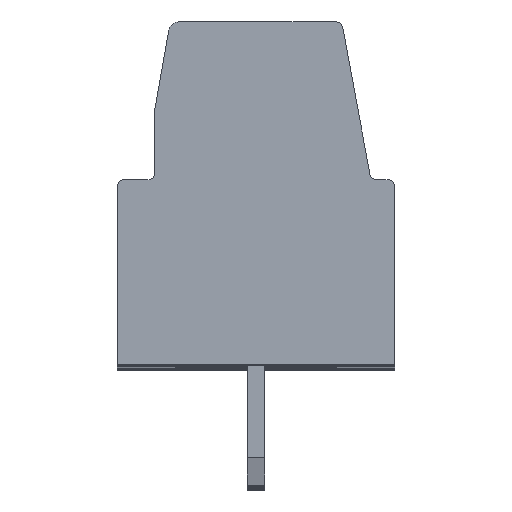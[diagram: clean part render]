
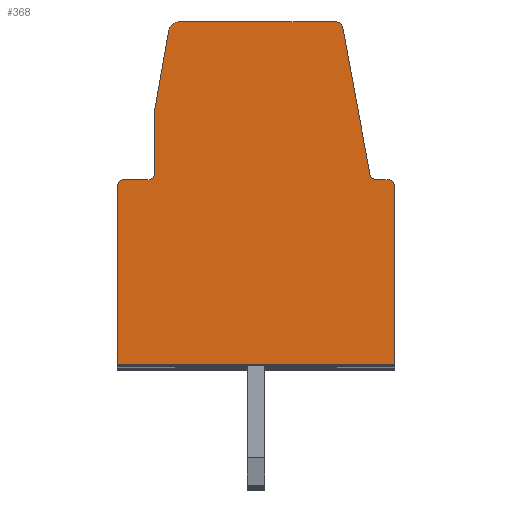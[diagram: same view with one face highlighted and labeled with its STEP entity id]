
A CAD part, top view. The second image highlights one B-rep face of the part: STEP entity #368.
In plain terms, the highlighted planar face has unit normal (0, 0, 1).
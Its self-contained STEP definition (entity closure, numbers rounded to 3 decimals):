
#368 = ADVANCED_FACE( '', ( #807 ), #808, .F. );
#807 = FACE_OUTER_BOUND( '', #1357, .T. );
#808 = PLANE( '', #1358 );
#1357 = EDGE_LOOP( '', ( #2025, #2026, #2027, #2028, #2029, #2030, #2031, #2032, #2033, #2034, #2035, #2036, #2037, #2038, #2039 ) );
#1358 = AXIS2_PLACEMENT_3D( '', #2040, #2041, #2042 );
#2025 = ORIENTED_EDGE( '', *, *, #3638, .T. );
#2026 = ORIENTED_EDGE( '', *, *, #3639, .T. );
#2027 = ORIENTED_EDGE( '', *, *, #3640, .F. );
#2028 = ORIENTED_EDGE( '', *, *, #3641, .T. );
#2029 = ORIENTED_EDGE( '', *, *, #3642, .T. );
#2030 = ORIENTED_EDGE( '', *, *, #3511, .T. );
#2031 = ORIENTED_EDGE( '', *, *, #3643, .T. );
#2032 = ORIENTED_EDGE( '', *, *, #3644, .T. );
#2033 = ORIENTED_EDGE( '', *, *, #3645, .F. );
#2034 = ORIENTED_EDGE( '', *, *, #3646, .T. );
#2035 = ORIENTED_EDGE( '', *, *, #3647, .F. );
#2036 = ORIENTED_EDGE( '', *, *, #3648, .T. );
#2037 = ORIENTED_EDGE( '', *, *, #3649, .T. );
#2038 = ORIENTED_EDGE( '', *, *, #3650, .T. );
#2039 = ORIENTED_EDGE( '', *, *, #3651, .F. );
#2040 = CARTESIAN_POINT( '', ( 0.81, -4.4, 0. ) );
#2041 = DIRECTION( '', ( 0., 0., -1. ) );
#2042 = DIRECTION( '', ( 0., 1., 0. ) );
#3511 = EDGE_CURVE( '', #4177, #4178, #4179, .T. );
#3638 = EDGE_CURVE( '', #4403, #4404, #4405, .T. );
#3639 = EDGE_CURVE( '', #4404, #4406, #4407, .T. );
#3640 = EDGE_CURVE( '', #4408, #4406, #4409, .T. );
#3641 = EDGE_CURVE( '', #4408, #4410, #4411, .T. );
#3642 = EDGE_CURVE( '', #4410, #4177, #4412, .T. );
#3643 = EDGE_CURVE( '', #4178, #4413, #4414, .T. );
#3644 = EDGE_CURVE( '', #4413, #4415, #4416, .T. );
#3645 = EDGE_CURVE( '', #4417, #4415, #4418, .T. );
#3646 = EDGE_CURVE( '', #4417, #4419, #4420, .T. );
#3647 = EDGE_CURVE( '', #4421, #4419, #4422, .T. );
#3648 = EDGE_CURVE( '', #4421, #4423, #4424, .T. );
#3649 = EDGE_CURVE( '', #4423, #4425, #4426, .T. );
#3650 = EDGE_CURVE( '', #4425, #4427, #4428, .T. );
#3651 = EDGE_CURVE( '', #4403, #4427, #4429, .T. );
#4177 = VERTEX_POINT( '', #5167 );
#4178 = VERTEX_POINT( '', #5168 );
#4179 = LINE( '', #5169, #5170 );
#4403 = VERTEX_POINT( '', #5491 );
#4404 = VERTEX_POINT( '', #5492 );
#4405 = LINE( '', #5493, #5494 );
#4406 = VERTEX_POINT( '', #5495 );
#4407 = LINE( '', #5496, #5497 );
#4408 = VERTEX_POINT( '', #5498 );
#4409 = CIRCLE( '', #5499, 0.2 );
#4410 = VERTEX_POINT( '', #5500 );
#4411 = LINE( '', #5501, #5502 );
#4412 = CIRCLE( '', #5503, 0.2 );
#4413 = VERTEX_POINT( '', #5504 );
#4414 = LINE( '', #5505, #5506 );
#4415 = VERTEX_POINT( '', #5507 );
#4416 = LINE( '', #5508, #5509 );
#4417 = VERTEX_POINT( '', #5510 );
#4418 = CIRCLE( '', #5511, 0.2 );
#4419 = VERTEX_POINT( '', #5512 );
#4420 = LINE( '', #5513, #5514 );
#4421 = VERTEX_POINT( '', #5515 );
#4422 = CIRCLE( '', #5516, 0.2 );
#4423 = VERTEX_POINT( '', #5517 );
#4424 = LINE( '', #5518, #5519 );
#4425 = VERTEX_POINT( '', #5520 );
#4426 = CIRCLE( '', #5521, 0.2 );
#4427 = VERTEX_POINT( '', #5522 );
#4428 = LINE( '', #5523, #5524 );
#4429 = CIRCLE( '', #5525, 0.3 );
#5167 = CARTESIAN_POINT( '', ( -8.1, 5.2, 0. ) );
#5168 = CARTESIAN_POINT( '', ( -8.1, 0., 0. ) );
#5169 = CARTESIAN_POINT( '', ( -8.1, -18.438, 0. ) );
#5170 = VECTOR( '', #6590, 1000. );
#5491 = CARTESIAN_POINT( '', ( -6.594, 9.752, 0. ) );
#5492 = CARTESIAN_POINT( '', ( -7., 7.448, 0. ) );
#5493 = CARTESIAN_POINT( '', ( -11.564, -18.438, 0. ) );
#5494 = VECTOR( '', #6709, 1000. );
#5495 = CARTESIAN_POINT( '', ( -7., 5.6, 0. ) );
#5496 = CARTESIAN_POINT( '', ( -7., -18.438, 0. ) );
#5497 = VECTOR( '', #6710, 1000. );
#5498 = CARTESIAN_POINT( '', ( -7.2, 5.4, 0. ) );
#5499 = AXIS2_PLACEMENT_3D( '', #6711, #6712, #6713 );
#5500 = CARTESIAN_POINT( '', ( -7.9, 5.4, 0. ) );
#5501 = CARTESIAN_POINT( '', ( -16.414, 5.4, 0. ) );
#5502 = VECTOR( '', #6714, 1000. );
#5503 = AXIS2_PLACEMENT_3D( '', #6715, #6716, #6717 );
#5504 = CARTESIAN_POINT( '', ( 0., 0., 0. ) );
#5505 = CARTESIAN_POINT( '', ( -16.414, 0., 0. ) );
#5506 = VECTOR( '', #6718, 1000. );
#5507 = CARTESIAN_POINT( '', ( 0., 5.2, 0. ) );
#5508 = CARTESIAN_POINT( '', ( 0., -18.438, 0. ) );
#5509 = VECTOR( '', #6719, 1000. );
#5510 = CARTESIAN_POINT( '', ( -0.2, 5.4, 0. ) );
#5511 = AXIS2_PLACEMENT_3D( '', #6720, #6721, #6722 );
#5512 = CARTESIAN_POINT( '', ( -0.531, 5.4, 0. ) );
#5513 = CARTESIAN_POINT( '', ( -16.414, 5.4, 0. ) );
#5514 = VECTOR( '', #6723, 1000. );
#5515 = CARTESIAN_POINT( '', ( -0.728, 5.564, 0. ) );
#5516 = AXIS2_PLACEMENT_3D( '', #6724, #6725, #6726 );
#5517 = CARTESIAN_POINT( '', ( -1.52, 9.836, 0. ) );
#5518 = CARTESIAN_POINT( '', ( 3.721, -18.438, 0. ) );
#5519 = VECTOR( '', #6727, 1000. );
#5520 = CARTESIAN_POINT( '', ( -1.716, 10., 0. ) );
#5521 = AXIS2_PLACEMENT_3D( '', #6728, #6729, #6730 );
#5522 = CARTESIAN_POINT( '', ( -6.298, 10., 0. ) );
#5523 = CARTESIAN_POINT( '', ( -16.414, 10., 0. ) );
#5524 = VECTOR( '', #6731, 1000. );
#5525 = AXIS2_PLACEMENT_3D( '', #6732, #6733, #6734 );
#6590 = DIRECTION( '', ( 0., -1., 0. ) );
#6709 = DIRECTION( '', ( -0.174, -0.985, 0. ) );
#6710 = DIRECTION( '', ( 0., -1., 0. ) );
#6711 = CARTESIAN_POINT( '', ( -7.2, 5.6, 0. ) );
#6712 = DIRECTION( '', ( 0., 0., 1. ) );
#6713 = DIRECTION( '', ( 1., 0., 0. ) );
#6714 = DIRECTION( '', ( -1., 0., 0. ) );
#6715 = CARTESIAN_POINT( '', ( -7.9, 5.2, 0. ) );
#6716 = DIRECTION( '', ( 0., 0., 1. ) );
#6717 = DIRECTION( '', ( 1., 0., 0. ) );
#6718 = DIRECTION( '', ( 1., 0., 0. ) );
#6719 = DIRECTION( '', ( 0., 1., 0. ) );
#6720 = CARTESIAN_POINT( '', ( -0.2, 5.2, 0. ) );
#6721 = DIRECTION( '', ( 0., 0., -1. ) );
#6722 = DIRECTION( '', ( -1., 0., 0. ) );
#6723 = DIRECTION( '', ( -1., 0., 0. ) );
#6724 = CARTESIAN_POINT( '', ( -0.531, 5.6, 0. ) );
#6725 = DIRECTION( '', ( 0., 0., 1. ) );
#6726 = DIRECTION( '', ( 1., 0., 0. ) );
#6727 = DIRECTION( '', ( -0.182, 0.983, 0. ) );
#6728 = CARTESIAN_POINT( '', ( -1.716, 9.8, 0. ) );
#6729 = DIRECTION( '', ( 0., 0., 1. ) );
#6730 = DIRECTION( '', ( 1., 0., 0. ) );
#6731 = DIRECTION( '', ( -1., 0., 0. ) );
#6732 = CARTESIAN_POINT( '', ( -6.298, 9.7, 0. ) );
#6733 = DIRECTION( '', ( 0., 0., -1. ) );
#6734 = DIRECTION( '', ( -1., 0., 0. ) );
